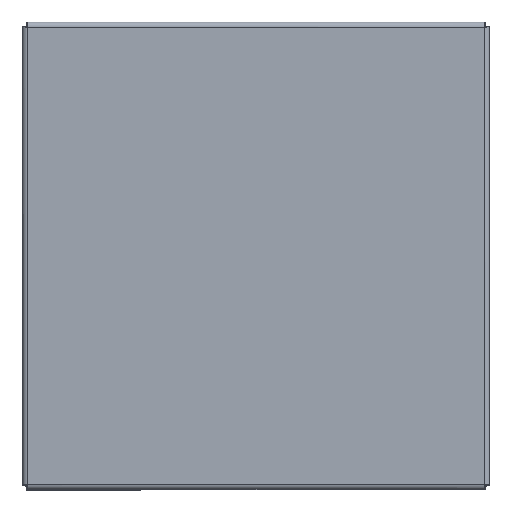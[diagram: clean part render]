
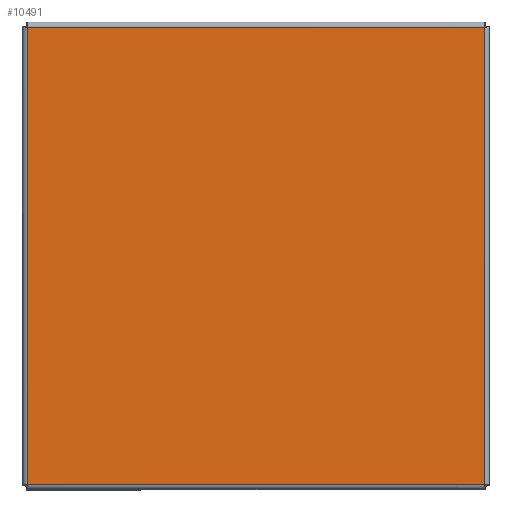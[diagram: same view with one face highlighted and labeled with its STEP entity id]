
A CAD part, top view. The second image highlights one B-rep face of the part: STEP entity #10491.
In plain terms, the highlighted planar face has unit normal (0, 0, 1).
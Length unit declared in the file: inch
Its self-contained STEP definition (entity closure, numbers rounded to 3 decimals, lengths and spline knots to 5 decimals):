
#67 = CARTESIAN_POINT ( 'NONE',  ( 8.0354, 0.0896, 0.074 ) ) ;
#422 = DIRECTION ( 'NONE',  ( -1., 0., 0. ) ) ;
#470 = VERTEX_POINT ( 'NONE', #9126 ) ;
#1034 = VECTOR ( 'NONE', #5148, 39.37008 ) ;
#1286 = VERTEX_POINT ( 'NONE', #7415 ) ;
#2068 = LINE ( 'NONE', #9904, #1034 ) ;
#2427 = DIRECTION ( 'NONE',  ( 0., -1., 0. ) ) ;
#3054 = ORIENTED_EDGE ( 'NONE', *, *, #8106, .T. ) ;
#3314 = FACE_OUTER_BOUND ( 'NONE', #4719, .T. ) ;
#3368 = DIRECTION ( 'NONE',  ( 0., 0., 1. ) ) ;
#4502 = ORIENTED_EDGE ( 'NONE', *, *, #7173, .T. ) ;
#4669 = VECTOR ( 'NONE', #422, 39.37008 ) ;
#4719 = EDGE_LOOP ( 'NONE', ( #11230, #3054, #10044, #4502 ) ) ;
#4825 = EDGE_CURVE ( 'NONE', #7167, #1286, #6426, .T. ) ;
#5011 = CARTESIAN_POINT ( 'NONE',  ( 0.0896, 8.0354, 0.074 ) ) ;
#5148 = DIRECTION ( 'NONE',  ( 0., 1., 0. ) ) ;
#5934 = DIRECTION ( 'NONE',  ( 1., 0., 0. ) ) ;
#6037 = CARTESIAN_POINT ( 'NONE',  ( 6.04895, 8.0354, 0.074 ) ) ;
#6426 = LINE ( 'NONE', #11732, #8609 ) ;
#6663 = VECTOR ( 'NONE', #5934, 39.37008 ) ;
#7167 = VERTEX_POINT ( 'NONE', #5011 ) ;
#7173 = EDGE_CURVE ( 'NONE', #1286, #9256, #9476, .T. ) ;
#7415 = CARTESIAN_POINT ( 'NONE',  ( 0.0896, 0.0896, 0.074 ) ) ;
#8106 = EDGE_CURVE ( 'NONE', #470, #7167, #11857, .T. ) ;
#8609 = VECTOR ( 'NONE', #2427, 39.37008 ) ;
#8977 = CARTESIAN_POINT ( 'NONE',  ( 4.0625, 4.0625, 0.074 ) ) ;
#9126 = CARTESIAN_POINT ( 'NONE',  ( 8.0354, 8.0354, 0.074 ) ) ;
#9256 = VERTEX_POINT ( 'NONE', #67 ) ;
#9476 = LINE ( 'NONE', #11594, #6663 ) ;
#9554 = EDGE_CURVE ( 'NONE', #9256, #470, #2068, .T. ) ;
#9904 = CARTESIAN_POINT ( 'NONE',  ( 8.0354, 2.07605, 0.074 ) ) ;
#9908 = PLANE ( 'NONE',  #10216 ) ;
#9947 = DIRECTION ( 'NONE',  ( 1., 0., 0. ) ) ;
#10044 = ORIENTED_EDGE ( 'NONE', *, *, #4825, .T. ) ;
#10216 = AXIS2_PLACEMENT_3D ( 'NONE', #8977, #3368, #9947 ) ;
#10491 = ADVANCED_FACE ( 'NONE', ( #3314 ), #9908, .T. ) ;
#11230 = ORIENTED_EDGE ( 'NONE', *, *, #9554, .T. ) ;
#11594 = CARTESIAN_POINT ( 'NONE',  ( 2.07605, 0.0896, 0.074 ) ) ;
#11732 = CARTESIAN_POINT ( 'NONE',  ( 0.0896, 6.04895, 0.074 ) ) ;
#11857 = LINE ( 'NONE', #6037, #4669 ) ;
